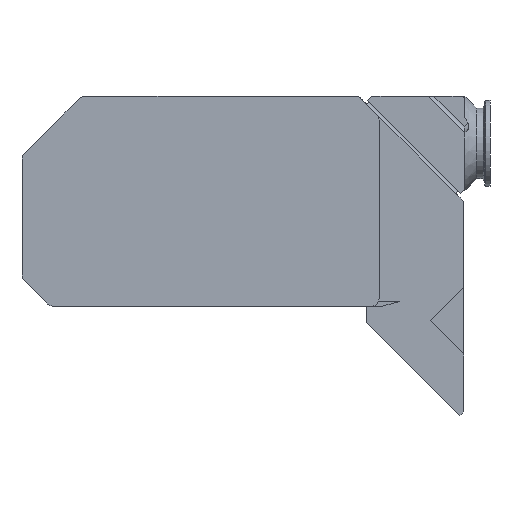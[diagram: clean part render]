
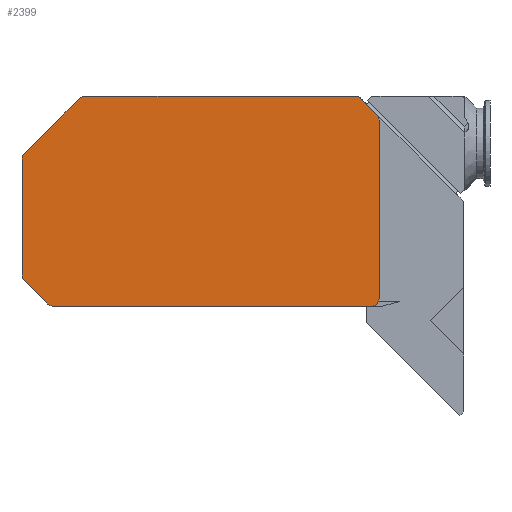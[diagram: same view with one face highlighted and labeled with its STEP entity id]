
A CAD part, left-side view. The second image highlights one B-rep face of the part: STEP entity #2399.
In plain terms, the highlighted planar face has unit normal (-1, 0, 0).
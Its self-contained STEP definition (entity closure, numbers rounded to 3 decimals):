
#1=DIRECTION('',(0.,0.707,0.707));
#2=VECTOR('',#1,16.314);
#3=CARTESIAN_POINT('',(0.,-226.536,122.464));
#4=LINE('',#3,#2);
#5=DIRECTION('',(0.,0.,1.));
#6=VECTOR('',#5,113.929);
#7=CARTESIAN_POINT('',(0.,-228.,5.));
#8=LINE('',#7,#6);
#9=DIRECTION('',(0.,1.,0.));
#10=VECTOR('',#9,202.929);
#11=CARTESIAN_POINT('',(0.,-223.,0.));
#12=LINE('',#11,#10);
#13=DIRECTION('',(0.,0.707,0.707));
#14=VECTOR('',#13,21.314);
#15=CARTESIAN_POINT('',(0.,-16.536,1.464));
#16=LINE('',#15,#14);
#17=DIRECTION('',(0.,0.,1.));
#18=VECTOR('',#17,73.858);
#19=CARTESIAN_POINT('',(0.,0.,20.071));
#20=LINE('',#19,#18);
#21=DIRECTION('',(0.,-0.707,0.707));
#22=VECTOR('',#21,49.598);
#23=CARTESIAN_POINT('',(0.,-1.464,97.464));
#24=LINE('',#23,#22);
#25=DIRECTION('',(0.,-1.,0.));
#26=VECTOR('',#25,174.929);
#27=CARTESIAN_POINT('',(0.,-40.071,134.));
#28=LINE('',#27,#26);
#1156=CARTESIAN_POINT('',(0.,-40.071,129.));
#1157=DIRECTION('',(-1.,0.,0.));
#1158=DIRECTION('',(0.,0.,1.));
#1159=AXIS2_PLACEMENT_3D('',#1156,#1157,#1158);
#1178=CARTESIAN_POINT('',(0.,-5.,93.929));
#1179=DIRECTION('',(-1.,0.,0.));
#1180=DIRECTION('',(0.,0.707,0.707));
#1181=AXIS2_PLACEMENT_3D('',#1178,#1179,#1180);
#1200=CARTESIAN_POINT('',(0.,-5.,20.071));
#1201=DIRECTION('',(-1.,0.,0.));
#1202=DIRECTION('',(0.,1.,0.));
#1203=AXIS2_PLACEMENT_3D('',#1200,#1201,#1202);
#1222=CARTESIAN_POINT('',(0.,-20.071,5.));
#1223=DIRECTION('',(-1.,0.,0.));
#1224=DIRECTION('',(0.,0.707,-0.707));
#1225=AXIS2_PLACEMENT_3D('',#1222,#1223,#1224);
#1240=CARTESIAN_POINT('',(0.,-223.,5.));
#1241=DIRECTION('',(-1.,0.,0.));
#1242=DIRECTION('',(0.,0.,-1.));
#1243=AXIS2_PLACEMENT_3D('',#1240,#1241,#1242);
#1266=CARTESIAN_POINT('',(0.,-223.,118.929));
#1267=DIRECTION('',(-1.,0.,0.));
#1268=DIRECTION('',(0.,-1.,0.));
#1269=AXIS2_PLACEMENT_3D('',#1266,#1267,#1268);
#1856=CARTESIAN_POINT('',(0.,-215.,134.));
#1858=VERTEX_POINT('',#1856);
#2022=CARTESIAN_POINT('',(0.,0.,20.071));
#2024=VERTEX_POINT('',#2022);
#2026=CARTESIAN_POINT('',(0.,-1.464,16.536));
#2028=VERTEX_POINT('',#2026);
#2030=CARTESIAN_POINT('',(0.,-16.536,1.464));
#2032=VERTEX_POINT('',#2030);
#2034=CARTESIAN_POINT('',(0.,-20.071,0.));
#2036=VERTEX_POINT('',#2034);
#2038=CARTESIAN_POINT('',(0.,-223.,0.));
#2040=VERTEX_POINT('',#2038);
#2042=CARTESIAN_POINT('',(0.,-228.,5.));
#2044=VERTEX_POINT('',#2042);
#2063=CARTESIAN_POINT('',(0.,-228.,118.929));
#2065=VERTEX_POINT('',#2063);
#2067=CARTESIAN_POINT('',(0.,-226.536,122.464));
#2069=VERTEX_POINT('',#2067);
#2094=CARTESIAN_POINT('',(0.,-1.464,97.464));
#2096=VERTEX_POINT('',#2094);
#2098=CARTESIAN_POINT('',(0.,0.,93.929));
#2100=VERTEX_POINT('',#2098);
#2102=CARTESIAN_POINT('',(0.,-40.071,134.));
#2104=VERTEX_POINT('',#2102);
#2106=CARTESIAN_POINT('',(0.,-36.536,132.536));
#2108=VERTEX_POINT('',#2106);
#2366=CARTESIAN_POINT('',(0.,0.,0.));
#2367=DIRECTION('',(1.,0.,0.));
#2368=DIRECTION('',(0.,0.,1.));
#2369=AXIS2_PLACEMENT_3D('',#2366,#2367,#2368);
#2370=PLANE('',#2369);
#2372=ORIENTED_EDGE('',*,*,#2371,.F.);
#2374=ORIENTED_EDGE('',*,*,#2373,.F.);
#2376=ORIENTED_EDGE('',*,*,#2375,.F.);
#2378=ORIENTED_EDGE('',*,*,#2377,.F.);
#2380=ORIENTED_EDGE('',*,*,#2379,.T.);
#2382=ORIENTED_EDGE('',*,*,#2381,.F.);
#2384=ORIENTED_EDGE('',*,*,#2383,.T.);
#2386=ORIENTED_EDGE('',*,*,#2385,.F.);
#2388=ORIENTED_EDGE('',*,*,#2387,.T.);
#2390=ORIENTED_EDGE('',*,*,#2389,.F.);
#2392=ORIENTED_EDGE('',*,*,#2391,.T.);
#2394=ORIENTED_EDGE('',*,*,#2393,.F.);
#2396=ORIENTED_EDGE('',*,*,#2395,.T.);
#2397=EDGE_LOOP('',(#2372,#2374,#2376,#2378,#2380,#2382,#2384,#2386,#2388,#2390,
#2392,#2394,#2396));
#2398=FACE_OUTER_BOUND('',#2397,.F.);
#2399=ADVANCED_FACE('',(#2398),#2370,.F.);
#1160=CIRCLE('',#1159,5.);
#1182=CIRCLE('',#1181,5.);
#1204=CIRCLE('',#1203,5.);
#1226=CIRCLE('',#1225,5.);
#1244=CIRCLE('',#1243,5.);
#1270=CIRCLE('',#1269,5.);
#2371=EDGE_CURVE('',#2069,#1858,#4,.T.);
#2373=EDGE_CURVE('',#2065,#2069,#1270,.T.);
#2375=EDGE_CURVE('',#2044,#2065,#8,.T.);
#2377=EDGE_CURVE('',#2040,#2044,#1244,.T.);
#2379=EDGE_CURVE('',#2040,#2036,#12,.T.);
#2381=EDGE_CURVE('',#2032,#2036,#1226,.T.);
#2383=EDGE_CURVE('',#2032,#2028,#16,.T.);
#2385=EDGE_CURVE('',#2024,#2028,#1204,.T.);
#2387=EDGE_CURVE('',#2024,#2100,#20,.T.);
#2389=EDGE_CURVE('',#2096,#2100,#1182,.T.);
#2391=EDGE_CURVE('',#2096,#2108,#24,.T.);
#2393=EDGE_CURVE('',#2104,#2108,#1160,.T.);
#2395=EDGE_CURVE('',#2104,#1858,#28,.T.);
